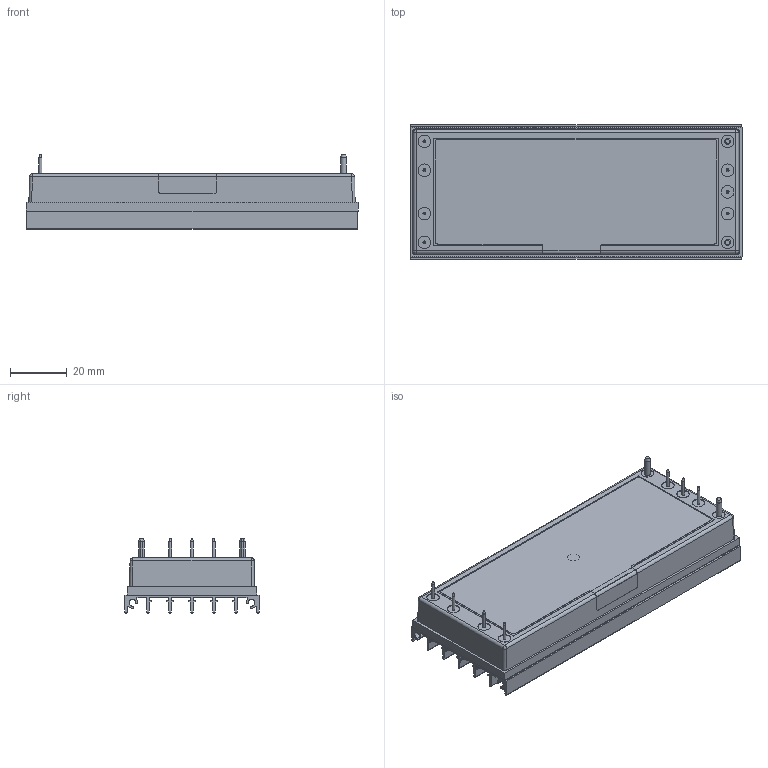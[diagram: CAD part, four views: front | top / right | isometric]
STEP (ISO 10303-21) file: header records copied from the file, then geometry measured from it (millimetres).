
FILE_DESCRIPTION (( 'STEP AP214' ), '1' );
FILE_NAME ('06181r2-VI-2xx-xx-F1.step', '2010-08-24T20:04:27', ( 'Vicor Employee' ), ( 'Vicor Corporation' ), 'SwSTEP 2.0', 'SolidWorks 2010', '' );
FILE_SCHEMA (( 'AUTOMOTIVE_DESIGN' ));
Length unit declared in the file: inch
Products named in the file (1): 06181r2-VI-2xx-xx-F1
Bounding box: 116.84 x 47.24 x 26.16 mm (x, y, z)
Surface area: 30337.2 mm2 (no closed solid volume)
Topology: 0 solids, 13 shells, 212 faces, 581 edges, 390 vertices
Faces by surface type: cylinder 101, plane 98, cone 9, sphere 4
Full cylindrical faces by diameter (mm): 1.016 x7, 2.032 x2, 4.445 x9
Entity records: 9382 total; most frequent: DIRECTION 1194, CARTESIAN_POINT 1181, ORIENTED_EDGE 1015, EDGE_CURVE 554, AXIS2_PLACEMENT_3D 435, VERTEX_POINT 390, LINE 324, VECTOR 324
